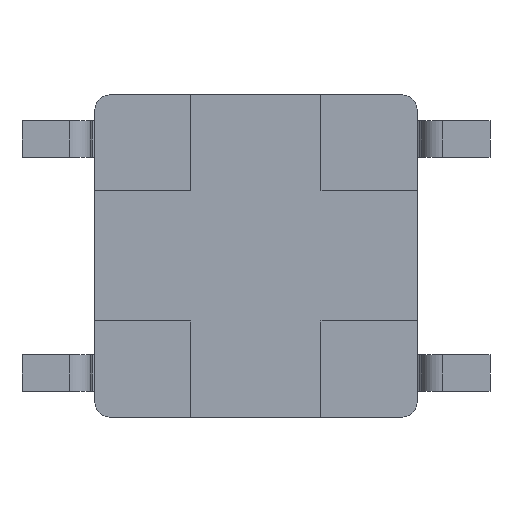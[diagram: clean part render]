
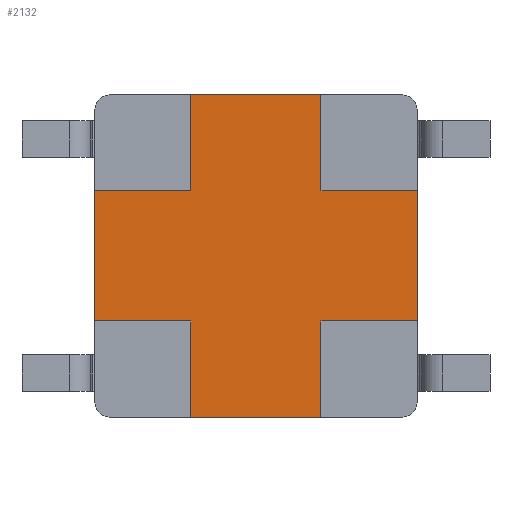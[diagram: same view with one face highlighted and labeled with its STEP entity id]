
A CAD part, left-side view. The second image highlights one B-rep face of the part: STEP entity #2132.
In plain terms, the highlighted planar face has unit normal (-1, 0, 0).
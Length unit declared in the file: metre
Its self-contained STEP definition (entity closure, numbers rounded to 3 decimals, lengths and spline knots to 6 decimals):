
#168=FACE_OUTER_BOUND('',#282,.T.);
#282=EDGE_LOOP('',(#1475,#1476,#1477,#1478,#1479,#1480,#1481,#1482,#1483,
#1484,#1485,#1486));
#379=LINE('',#3037,#600);
#438=LINE('',#3234,#659);
#441=LINE('',#3240,#662);
#457=LINE('',#3290,#678);
#462=LINE('',#3300,#683);
#473=LINE('',#3337,#694);
#475=LINE('',#3340,#696);
#476=LINE('',#3341,#697);
#477=LINE('',#3342,#698);
#478=LINE('',#3344,#699);
#479=LINE('',#3346,#700);
#480=LINE('',#3347,#701);
#600=VECTOR('',#2434,1.);
#659=VECTOR('',#2547,1.);
#662=VECTOR('',#2552,1.);
#678=VECTOR('',#2596,1.);
#683=VECTOR('',#2605,1.);
#694=VECTOR('',#2640,1.);
#696=VECTOR('',#2644,1.);
#697=VECTOR('',#2645,1.);
#698=VECTOR('',#2646,1.);
#699=VECTOR('',#2647,1.);
#700=VECTOR('',#2648,1.);
#701=VECTOR('',#2649,1.);
#821=VERTEX_POINT('',#3034);
#822=VERTEX_POINT('',#3036);
#887=VERTEX_POINT('',#3231);
#888=VERTEX_POINT('',#3233);
#889=VERTEX_POINT('',#3237);
#890=VERTEX_POINT('',#3239);
#909=VERTEX_POINT('',#3287);
#910=VERTEX_POINT('',#3289);
#913=VERTEX_POINT('',#3299);
#927=VERTEX_POINT('',#3336);
#928=VERTEX_POINT('',#3343);
#929=VERTEX_POINT('',#3345);
#1024=EDGE_CURVE('',#821,#822,#379,.T.);
#1099=EDGE_CURVE('',#888,#887,#438,.T.);
#1102=EDGE_CURVE('',#890,#889,#441,.T.);
#1125=EDGE_CURVE('',#910,#909,#457,.T.);
#1130=EDGE_CURVE('',#913,#888,#462,.T.);
#1148=EDGE_CURVE('',#927,#890,#473,.T.);
#1150=EDGE_CURVE('',#821,#910,#475,.T.);
#1151=EDGE_CURVE('',#913,#909,#476,.T.);
#1152=EDGE_CURVE('',#927,#887,#477,.T.);
#1153=EDGE_CURVE('',#928,#889,#478,.T.);
#1154=EDGE_CURVE('',#928,#929,#479,.T.);
#1155=EDGE_CURVE('',#929,#822,#480,.T.);
#1475=ORIENTED_EDGE('',*,*,#1150,.T.);
#1476=ORIENTED_EDGE('',*,*,#1125,.T.);
#1477=ORIENTED_EDGE('',*,*,#1151,.F.);
#1478=ORIENTED_EDGE('',*,*,#1130,.T.);
#1479=ORIENTED_EDGE('',*,*,#1099,.T.);
#1480=ORIENTED_EDGE('',*,*,#1152,.F.);
#1481=ORIENTED_EDGE('',*,*,#1148,.T.);
#1482=ORIENTED_EDGE('',*,*,#1102,.T.);
#1483=ORIENTED_EDGE('',*,*,#1153,.F.);
#1484=ORIENTED_EDGE('',*,*,#1154,.T.);
#1485=ORIENTED_EDGE('',*,*,#1155,.T.);
#1486=ORIENTED_EDGE('',*,*,#1024,.F.);
#1942=PLANE('',#2292);
#2132=ADVANCED_FACE('',(#168),#1942,.T.);
#2292=AXIS2_PLACEMENT_3D('',#3339,#2642,#2643);
#2434=DIRECTION('',(0.,0.,-1.));
#2547=DIRECTION('',(0.,1.,0.));
#2552=DIRECTION('',(0.,0.,-1.));
#2596=DIRECTION('',(0.,0.,1.));
#2605=DIRECTION('',(0.,0.,-1.));
#2640=DIRECTION('',(0.,-1.,0.));
#2642=DIRECTION('center_axis',(-1.,0.,0.));
#2643=DIRECTION('ref_axis',(0.,0.,1.));
#2644=DIRECTION('',(0.,1.,0.));
#2645=DIRECTION('',(0.,-1.,0.));
#2646=DIRECTION('',(0.,0.,1.));
#2647=DIRECTION('',(0.,1.,0.));
#2648=DIRECTION('',(0.,0.,1.));
#2649=DIRECTION('',(0.,-1.,0.));
#3034=CARTESIAN_POINT('',(0.0003,-0.0031,0.00125));
#3036=CARTESIAN_POINT('',(0.0003,-0.0031,-0.00125));
#3037=CARTESIAN_POINT('',(0.0003,-0.0031,0.00125));
#3231=CARTESIAN_POINT('',(0.0003,0.0031,0.00125));
#3233=CARTESIAN_POINT('',(0.0003,0.00125,0.00125));
#3234=CARTESIAN_POINT('',(0.0003,0.00125,0.00125));
#3237=CARTESIAN_POINT('',(0.0003,0.00125,-0.0031));
#3239=CARTESIAN_POINT('',(0.0003,0.00125,-0.00125));
#3240=CARTESIAN_POINT('',(0.0003,0.00125,-0.00125));
#3287=CARTESIAN_POINT('',(0.0003,-0.00125,0.0031));
#3289=CARTESIAN_POINT('',(0.0003,-0.00125,0.00125));
#3290=CARTESIAN_POINT('',(0.0003,-0.00125,0.00125));
#3299=CARTESIAN_POINT('',(0.0003,0.00125,0.0031));
#3300=CARTESIAN_POINT('',(0.0003,0.00125,0.0031));
#3336=CARTESIAN_POINT('',(0.0003,0.0031,-0.00125));
#3337=CARTESIAN_POINT('',(0.0003,0.0031,-0.00125));
#3339=CARTESIAN_POINT('Origin',(0.0003,0.,0.));
#3340=CARTESIAN_POINT('',(0.0003,-0.0031,0.00125));
#3341=CARTESIAN_POINT('',(0.0003,0.00125,0.0031));
#3342=CARTESIAN_POINT('',(0.0003,0.0031,-0.00125));
#3343=CARTESIAN_POINT('',(0.0003,-0.00125,-0.0031));
#3344=CARTESIAN_POINT('',(0.0003,-0.00125,-0.0031));
#3345=CARTESIAN_POINT('',(0.0003,-0.00125,-0.00125));
#3346=CARTESIAN_POINT('',(0.0003,-0.00125,-0.0031));
#3347=CARTESIAN_POINT('',(0.0003,-0.00125,-0.00125));
